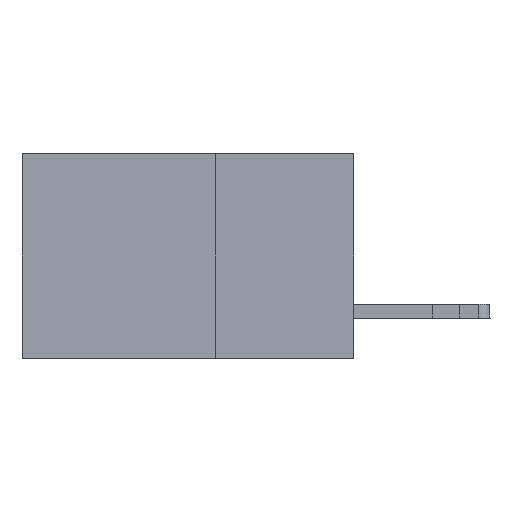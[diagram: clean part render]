
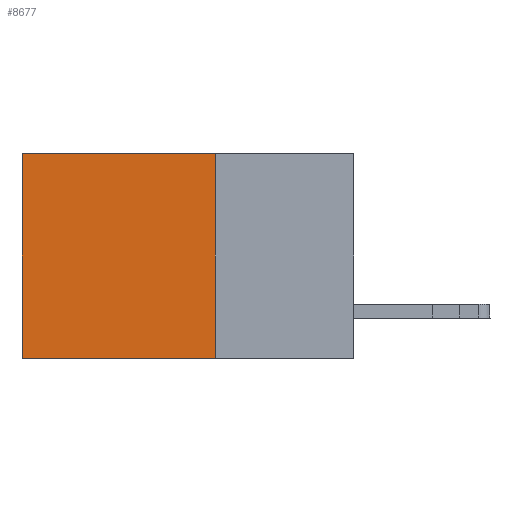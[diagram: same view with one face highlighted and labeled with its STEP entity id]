
A CAD part, left-side view. The second image highlights one B-rep face of the part: STEP entity #8677.
In plain terms, the highlighted planar face has unit normal (-1, 0, 0).
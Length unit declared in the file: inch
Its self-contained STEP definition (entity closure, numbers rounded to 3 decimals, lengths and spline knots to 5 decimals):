
#4 = CARTESIAN_POINT ( 'NONE',  ( 0.2875, 0.25, 0. ) ) ;
#734 = CARTESIAN_POINT ( 'NONE',  ( 0.2875, 0.25, 0. ) ) ;
#765 = CARTESIAN_POINT ( 'NONE',  ( 0.2875, 0.6, 0. ) ) ;
#1627 = EDGE_CURVE ( 'NONE', #18798, #7246, #19108, .T. ) ;
#1746 = EDGE_CURVE ( 'NONE', #18055, #7246, #15957, .T. ) ;
#3158 = DIRECTION ( 'NONE',  ( 1., 0., 0. ) ) ;
#4239 = EDGE_CURVE ( 'NONE', #10186, #18798, #5077, .T. ) ;
#4906 = ORIENTED_EDGE ( 'NONE', *, *, #1746, .T. ) ;
#5077 = LINE ( 'NONE', #4, #6828 ) ;
#6022 = ORIENTED_EDGE ( 'NONE', *, *, #12836, .T. ) ;
#6135 = AXIS2_PLACEMENT_3D ( 'NONE', #13606, #3158, #16754 ) ;
#6828 = VECTOR ( 'NONE', #12051, 39.37008 ) ;
#6873 = FACE_OUTER_BOUND ( 'NONE', #17303, .T. ) ;
#7246 = VERTEX_POINT ( 'NONE', #20249 ) ;
#8677 = ADVANCED_FACE ( 'NONE', ( #6873 ), #11604, .F. ) ;
#10186 = VERTEX_POINT ( 'NONE', #11249 ) ;
#11249 = CARTESIAN_POINT ( 'NONE',  ( 0.2875, 0.25, 0. ) ) ;
#11604 = PLANE ( 'NONE',  #6135 ) ;
#12051 = DIRECTION ( 'NONE',  ( 0., 0., -1. ) ) ;
#12363 = DIRECTION ( 'NONE',  ( 0., 0., -1. ) ) ;
#12836 = EDGE_CURVE ( 'NONE', #10186, #18055, #18061, .T. ) ;
#13270 = VECTOR ( 'NONE', #12363, 39.37008 ) ;
#13501 = ORIENTED_EDGE ( 'NONE', *, *, #4239, .F. ) ;
#13606 = CARTESIAN_POINT ( 'NONE',  ( 0.2875, 0.25, 0. ) ) ;
#15181 = DIRECTION ( 'NONE',  ( 0., 1., 0. ) ) ;
#15957 = LINE ( 'NONE', #765, #13270 ) ;
#16488 = VECTOR ( 'NONE', #15181, 39.37008 ) ;
#16754 = DIRECTION ( 'NONE',  ( 0., 0., -1. ) ) ;
#17303 = EDGE_LOOP ( 'NONE', ( #4906, #19910, #13501, #6022 ) ) ;
#17818 = CARTESIAN_POINT ( 'NONE',  ( 0.2875, 0.25, -0.37 ) ) ;
#18055 = VERTEX_POINT ( 'NONE', #21025 ) ;
#18061 = LINE ( 'NONE', #734, #18371 ) ;
#18371 = VECTOR ( 'NONE', #21432, 39.37008 ) ;
#18648 = CARTESIAN_POINT ( 'NONE',  ( 0.2875, 0.25, -0.37 ) ) ;
#18798 = VERTEX_POINT ( 'NONE', #17818 ) ;
#19108 = LINE ( 'NONE', #18648, #16488 ) ;
#19910 = ORIENTED_EDGE ( 'NONE', *, *, #1627, .F. ) ;
#20249 = CARTESIAN_POINT ( 'NONE',  ( 0.2875, 0.6, -0.37 ) ) ;
#21025 = CARTESIAN_POINT ( 'NONE',  ( 0.2875, 0.6, 0. ) ) ;
#21432 = DIRECTION ( 'NONE',  ( 0., 1., 0. ) ) ;
